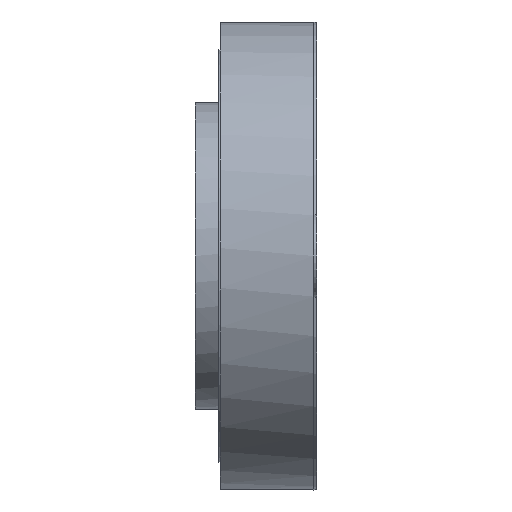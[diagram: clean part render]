
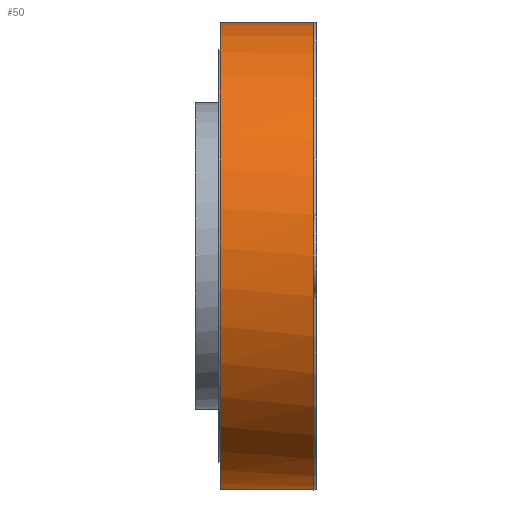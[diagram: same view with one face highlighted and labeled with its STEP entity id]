
A CAD part, left-side view. The second image highlights one B-rep face of the part: STEP entity #50.
In plain terms, the highlighted cylindrical face has radius 8.5 mm (diameter 17 mm), a full revolution.
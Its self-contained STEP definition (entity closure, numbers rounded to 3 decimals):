
#11 = DIRECTION ( 'NONE',  ( 0., 0., 1. ) ) ;
#17 = CARTESIAN_POINT ( 'NONE',  ( 6.016, -1.2, 48.995 ) ) ;
#50 = ADVANCED_FACE ( 'NONE', ( #563, #248 ), #362, .T. ) ;
#58 = VERTEX_POINT ( 'NONE', #1151 ) ;
#73 = DIRECTION ( 'NONE',  ( 0., -1., 0. ) ) ;
#104 = AXIS2_PLACEMENT_3D ( 'NONE', #1484, #144, #1228 ) ;
#136 = ORIENTED_EDGE ( 'NONE', *, *, #918, .T. ) ;
#144 = DIRECTION ( 'NONE',  ( 0., -1., 0. ) ) ;
#149 = VERTEX_POINT ( 'NONE', #385 ) ;
#153 = DIRECTION ( 'NONE',  ( 0., 0., 1. ) ) ;
#155 = VERTEX_POINT ( 'NONE', #571 ) ;
#160 = EDGE_CURVE ( 'NONE', #155, #58, #1283, .T. ) ;
#165 = ORIENTED_EDGE ( 'NONE', *, *, #999, .T. ) ;
#174 = DIRECTION ( 'NONE',  ( 0., -1., 0. ) ) ;
#193 = VERTEX_POINT ( 'NONE', #470 ) ;
#194 = VERTEX_POINT ( 'NONE', #1590 ) ;
#238 = EDGE_CURVE ( 'NONE', #193, #194, #937, .T. ) ;
#239 = AXIS2_PLACEMENT_3D ( 'NONE', #659, #1254, #511 ) ;
#241 = DIRECTION ( 'NONE',  ( 0., -1., 0. ) ) ;
#248 = FACE_OUTER_BOUND ( 'NONE', #1573, .T. ) ;
#283 = CIRCLE ( 'NONE', #661, 8.5 ) ;
#284 = EDGE_CURVE ( 'NONE', #149, #149, #283, .T. ) ;
#303 = CARTESIAN_POINT ( 'NONE',  ( 8.491, -1.2, 55.391 ) ) ;
#318 = ORIENTED_EDGE ( 'NONE', *, *, #160, .T. ) ;
#319 = ORIENTED_EDGE ( 'NONE', *, *, #284, .T. ) ;
#345 = VECTOR ( 'NONE', #1575, 1000. ) ;
#362 = CYLINDRICAL_SURFACE ( 'NONE', #239, 8.5 ) ;
#365 = EDGE_CURVE ( 'NONE', #58, #1554, #755, .T. ) ;
#385 = CARTESIAN_POINT ( 'NONE',  ( 0., -4.3, 63.5 ) ) ;
#402 = CARTESIAN_POINT ( 'NONE',  ( 6.016, -0.9, 48.995 ) ) ;
#434 = VERTEX_POINT ( 'NONE', #17 ) ;
#467 = ORIENTED_EDGE ( 'NONE', *, *, #365, .T. ) ;
#468 = CARTESIAN_POINT ( 'NONE',  ( 6.006, -1.2, 61.015 ) ) ;
#470 = CARTESIAN_POINT ( 'NONE',  ( 6.006, -1.2, 61.015 ) ) ;
#473 = EDGE_CURVE ( 'NONE', #605, #193, #1111, .T. ) ;
#474 = CARTESIAN_POINT ( 'NONE',  ( 0., -4.3, 55. ) ) ;
#511 = DIRECTION ( 'NONE',  ( 0., 0., 1. ) ) ;
#519 = CARTESIAN_POINT ( 'NONE',  ( 6.016, -1.2, 48.995 ) ) ;
#526 = CARTESIAN_POINT ( 'NONE',  ( 0., -1.2, 55. ) ) ;
#539 = LINE ( 'NONE', #519, #1252 ) ;
#562 = CARTESIAN_POINT ( 'NONE',  ( 8.491, -3.25, 55.391 ) ) ;
#563 = FACE_OUTER_BOUND ( 'NONE', #1168, .T. ) ;
#571 = CARTESIAN_POINT ( 'NONE',  ( 8.491, -1.2, 54.609 ) ) ;
#576 = CARTESIAN_POINT ( 'NONE',  ( 8.491, -3.25, 54.609 ) ) ;
#588 = ORIENTED_EDGE ( 'NONE', *, *, #1331, .T. ) ;
#590 = ORIENTED_EDGE ( 'NONE', *, *, #1304, .T. ) ;
#593 = VECTOR ( 'NONE', #926, 1000. ) ;
#597 = VECTOR ( 'NONE', #718, 1000. ) ;
#605 = VERTEX_POINT ( 'NONE', #303 ) ;
#659 = CARTESIAN_POINT ( 'NONE',  ( 0., -3.25, 55. ) ) ;
#661 = AXIS2_PLACEMENT_3D ( 'NONE', #474, #1106, #11 ) ;
#699 = CIRCLE ( 'NONE', #822, 8.5 ) ;
#718 = DIRECTION ( 'NONE',  ( 0., 1., 0. ) ) ;
#733 = AXIS2_PLACEMENT_3D ( 'NONE', #1560, #241, #1218 ) ;
#749 = ORIENTED_EDGE ( 'NONE', *, *, #238, .T. ) ;
#755 = CIRCLE ( 'NONE', #104, 8.5 ) ;
#788 = VERTEX_POINT ( 'NONE', #402 ) ;
#822 = AXIS2_PLACEMENT_3D ( 'NONE', #526, #73, #913 ) ;
#866 = CARTESIAN_POINT ( 'NONE',  ( 8.491, -3.7, 55.391 ) ) ;
#913 = DIRECTION ( 'NONE',  ( 0., 0., 1. ) ) ;
#918 = EDGE_CURVE ( 'NONE', #194, #788, #988, .T. ) ;
#926 = DIRECTION ( 'NONE',  ( 0., 1., 0. ) ) ;
#937 = LINE ( 'NONE', #468, #597 ) ;
#987 = DIRECTION ( 'NONE',  ( 0., -1., 0. ) ) ;
#988 = CIRCLE ( 'NONE', #733, 8.5 ) ;
#999 = EDGE_CURVE ( 'NONE', #1554, #605, #1334, .T. ) ;
#1048 = ORIENTED_EDGE ( 'NONE', *, *, #473, .T. ) ;
#1106 = DIRECTION ( 'NONE',  ( 0., 1., 0. ) ) ;
#1111 = CIRCLE ( 'NONE', #1256, 8.5 ) ;
#1151 = CARTESIAN_POINT ( 'NONE',  ( 8.491, -3.7, 54.609 ) ) ;
#1168 = EDGE_LOOP ( 'NONE', ( #319 ) ) ;
#1218 = DIRECTION ( 'NONE',  ( 0., 0., 1. ) ) ;
#1228 = DIRECTION ( 'NONE',  ( 0., 0., 1. ) ) ;
#1252 = VECTOR ( 'NONE', #174, 1000. ) ;
#1254 = DIRECTION ( 'NONE',  ( 0., 1., 0. ) ) ;
#1256 = AXIS2_PLACEMENT_3D ( 'NONE', #1374, #987, #153 ) ;
#1283 = LINE ( 'NONE', #576, #345 ) ;
#1304 = EDGE_CURVE ( 'NONE', #788, #434, #539, .T. ) ;
#1331 = EDGE_CURVE ( 'NONE', #434, #155, #699, .T. ) ;
#1334 = LINE ( 'NONE', #562, #593 ) ;
#1374 = CARTESIAN_POINT ( 'NONE',  ( 0., -1.2, 55. ) ) ;
#1484 = CARTESIAN_POINT ( 'NONE',  ( 0., -3.7, 55. ) ) ;
#1554 = VERTEX_POINT ( 'NONE', #866 ) ;
#1560 = CARTESIAN_POINT ( 'NONE',  ( 0., -0.9, 55. ) ) ;
#1573 = EDGE_LOOP ( 'NONE', ( #467, #165, #1048, #749, #136, #590, #588, #318 ) ) ;
#1575 = DIRECTION ( 'NONE',  ( 0., -1., 0. ) ) ;
#1590 = CARTESIAN_POINT ( 'NONE',  ( 6.006, -0.9, 61.015 ) ) ;
